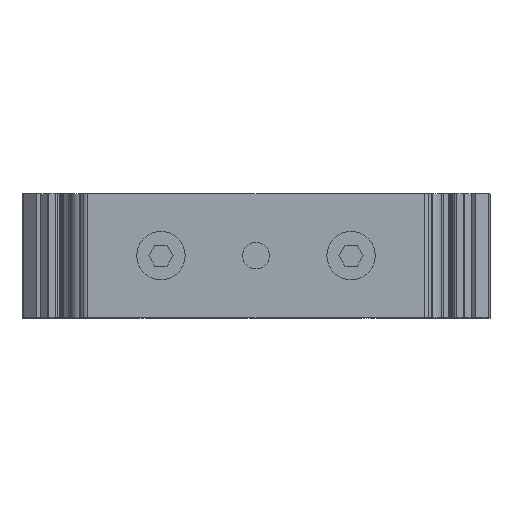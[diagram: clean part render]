
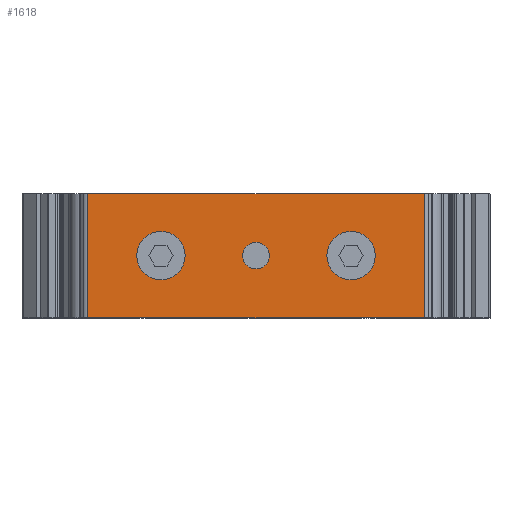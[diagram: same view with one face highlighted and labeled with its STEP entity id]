
A CAD part, top view. The second image highlights one B-rep face of the part: STEP entity #1618.
In plain terms, the highlighted planar face has unit normal (0, 0, 1).
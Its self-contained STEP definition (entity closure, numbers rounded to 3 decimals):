
#39 = DIRECTION ( 'NONE',  ( 0., 0., -1. ) ) ;
#91 = EDGE_CURVE ( 'NONE', #570, #2044, #4951, .T. ) ;
#97 = EDGE_CURVE ( 'NONE', #135, #2943, #5189, .T. ) ;
#135 = VERTEX_POINT ( 'NONE', #1863 ) ;
#162 = ORIENTED_EDGE ( 'NONE', *, *, #563, .T. ) ;
#332 = EDGE_CURVE ( 'NONE', #2044, #3258, #1635, .T. ) ;
#449 = AXIS2_PLACEMENT_3D ( 'NONE', #3587, #502, #4572 ) ;
#502 = DIRECTION ( 'NONE',  ( 0., 0., -1. ) ) ;
#563 = EDGE_CURVE ( 'NONE', #4068, #4418, #5648, .T. ) ;
#570 = VERTEX_POINT ( 'NONE', #2304 ) ;
#598 = ORIENTED_EDGE ( 'NONE', *, *, #2439, .T. ) ;
#642 = VECTOR ( 'NONE', #3763, 1000. ) ;
#676 = CARTESIAN_POINT ( 'NONE',  ( 0., -45.536, 63. ) ) ;
#715 = DIRECTION ( 'NONE',  ( 0., 0., -1. ) ) ;
#968 = CARTESIAN_POINT ( 'NONE',  ( 0., 10.036, 63. ) ) ;
#1032 = AXIS2_PLACEMENT_3D ( 'NONE', #1166, #2386, #3317 ) ;
#1131 = FACE_BOUND ( 'NONE', #2367, .T. ) ;
#1155 = FACE_BOUND ( 'NONE', #5483, .T. ) ;
#1166 = CARTESIAN_POINT ( 'NONE',  ( 10.25, -17.75, 63. ) ) ;
#1297 = ORIENTED_EDGE ( 'NONE', *, *, #4822, .F. ) ;
#1400 = CIRCLE ( 'NONE', #2894, 4. ) ;
#1427 = EDGE_LOOP ( 'NONE', ( #2809, #4078 ) ) ;
#1513 = EDGE_CURVE ( 'NONE', #570, #5652, #4475, .T. ) ;
#1536 = EDGE_CURVE ( 'NONE', #3057, #5576, #1400, .T. ) ;
#1618 = ADVANCED_FACE ( 'NONE', ( #5455, #1131, #5139, #1155 ), #2462, .T. ) ;
#1635 = LINE ( 'NONE', #4286, #642 ) ;
#1768 = DIRECTION ( 'NONE',  ( 0., 1., 0. ) ) ;
#1863 = CARTESIAN_POINT ( 'NONE',  ( 10.25, -15.55, 63. ) ) ;
#2020 = CARTESIAN_POINT ( 'NONE',  ( 10.25, -33.45, 63. ) ) ;
#2044 = VERTEX_POINT ( 'NONE', #676 ) ;
#2248 = CARTESIAN_POINT ( 'NONE',  ( 10.25, -17.75, 63. ) ) ;
#2259 = ORIENTED_EDGE ( 'NONE', *, *, #97, .T. ) ;
#2265 = CARTESIAN_POINT ( 'NONE',  ( 0., 10.036, 63. ) ) ;
#2304 = CARTESIAN_POINT ( 'NONE',  ( 0., 10.036, 63. ) ) ;
#2310 = ORIENTED_EDGE ( 'NONE', *, *, #5601, .T. ) ;
#2367 = EDGE_LOOP ( 'NONE', ( #2259, #598 ) ) ;
#2386 = DIRECTION ( 'NONE',  ( 0., 0., -1. ) ) ;
#2439 = EDGE_CURVE ( 'NONE', #2943, #135, #4553, .T. ) ;
#2462 = PLANE ( 'NONE',  #4646 ) ;
#2469 = VECTOR ( 'NONE', #4156, 1000. ) ;
#2659 = CIRCLE ( 'NONE', #3497, 4. ) ;
#2741 = DIRECTION ( 'NONE',  ( 0., 1., 0. ) ) ;
#2771 = DIRECTION ( 'NONE',  ( 0., -1., 0. ) ) ;
#2809 = ORIENTED_EDGE ( 'NONE', *, *, #1536, .T. ) ;
#2818 = DIRECTION ( 'NONE',  ( 0., 1., 0. ) ) ;
#2869 = VECTOR ( 'NONE', #2771, 1000. ) ;
#2873 = DIRECTION ( 'NONE',  ( 0., 1., 0. ) ) ;
#2894 = AXIS2_PLACEMENT_3D ( 'NONE', #3221, #4992, #1768 ) ;
#2906 = DIRECTION ( 'NONE',  ( 0., 0., 1. ) ) ;
#2943 = VERTEX_POINT ( 'NONE', #5745 ) ;
#3057 = VERTEX_POINT ( 'NONE', #4081 ) ;
#3220 = CARTESIAN_POINT ( 'NONE',  ( 10.25, -6.05, 63. ) ) ;
#3221 = CARTESIAN_POINT ( 'NONE',  ( 10.25, -2.05, 63. ) ) ;
#3258 = VERTEX_POINT ( 'NONE', #4842 ) ;
#3308 = CARTESIAN_POINT ( 'NONE',  ( 20.5, 10.036, 63. ) ) ;
#3317 = DIRECTION ( 'NONE',  ( 0., 1., 0. ) ) ;
#3430 = EDGE_LOOP ( 'NONE', ( #1297, #5693, #4721, #5121 ) ) ;
#3497 = AXIS2_PLACEMENT_3D ( 'NONE', #4256, #4228, #4722 ) ;
#3587 = CARTESIAN_POINT ( 'NONE',  ( 10.25, -33.45, 63. ) ) ;
#3729 = CARTESIAN_POINT ( 'NONE',  ( 20.5, -37.446, 63. ) ) ;
#3763 = DIRECTION ( 'NONE',  ( 1., 0., 0. ) ) ;
#3776 = CARTESIAN_POINT ( 'NONE',  ( 10.25, -29.45, 63. ) ) ;
#3972 = CIRCLE ( 'NONE', #5647, 4. ) ;
#4032 = DIRECTION ( 'NONE',  ( 1., 0., 0. ) ) ;
#4068 = VERTEX_POINT ( 'NONE', #3776 ) ;
#4078 = ORIENTED_EDGE ( 'NONE', *, *, #4567, .T. ) ;
#4081 = CARTESIAN_POINT ( 'NONE',  ( 10.25, 1.95, 63. ) ) ;
#4127 = LINE ( 'NONE', #3729, #2469 ) ;
#4143 = CARTESIAN_POINT ( 'NONE',  ( 10.25, -37.45, 63. ) ) ;
#4156 = DIRECTION ( 'NONE',  ( 0., -1., 0. ) ) ;
#4228 = DIRECTION ( 'NONE',  ( 0., 0., -1. ) ) ;
#4256 = CARTESIAN_POINT ( 'NONE',  ( 10.25, -2.05, 63. ) ) ;
#4286 = CARTESIAN_POINT ( 'NONE',  ( 0., -45.536, 63. ) ) ;
#4418 = VERTEX_POINT ( 'NONE', #4143 ) ;
#4475 = LINE ( 'NONE', #2265, #5398 ) ;
#4553 = CIRCLE ( 'NONE', #1032, 2.2 ) ;
#4558 = CARTESIAN_POINT ( 'NONE',  ( 0., -37.446, 63. ) ) ;
#4567 = EDGE_CURVE ( 'NONE', #5576, #3057, #2659, .T. ) ;
#4572 = DIRECTION ( 'NONE',  ( 0., 1., 0. ) ) ;
#4646 = AXIS2_PLACEMENT_3D ( 'NONE', #4558, #2906, #2818 ) ;
#4721 = ORIENTED_EDGE ( 'NONE', *, *, #91, .T. ) ;
#4722 = DIRECTION ( 'NONE',  ( 0., 1., 0. ) ) ;
#4819 = AXIS2_PLACEMENT_3D ( 'NONE', #2248, #39, #2741 ) ;
#4822 = EDGE_CURVE ( 'NONE', #5652, #3258, #4127, .T. ) ;
#4842 = CARTESIAN_POINT ( 'NONE',  ( 20.5, -45.536, 63. ) ) ;
#4951 = LINE ( 'NONE', #968, #2869 ) ;
#4992 = DIRECTION ( 'NONE',  ( 0., 0., -1. ) ) ;
#5121 = ORIENTED_EDGE ( 'NONE', *, *, #332, .T. ) ;
#5139 = FACE_OUTER_BOUND ( 'NONE', #3430, .T. ) ;
#5189 = CIRCLE ( 'NONE', #4819, 2.2 ) ;
#5398 = VECTOR ( 'NONE', #4032, 1000. ) ;
#5455 = FACE_BOUND ( 'NONE', #1427, .T. ) ;
#5483 = EDGE_LOOP ( 'NONE', ( #162, #2310 ) ) ;
#5576 = VERTEX_POINT ( 'NONE', #3220 ) ;
#5601 = EDGE_CURVE ( 'NONE', #4418, #4068, #3972, .T. ) ;
#5647 = AXIS2_PLACEMENT_3D ( 'NONE', #2020, #715, #2873 ) ;
#5648 = CIRCLE ( 'NONE', #449, 4. ) ;
#5652 = VERTEX_POINT ( 'NONE', #3308 ) ;
#5693 = ORIENTED_EDGE ( 'NONE', *, *, #1513, .F. ) ;
#5745 = CARTESIAN_POINT ( 'NONE',  ( 10.25, -19.95, 63. ) ) ;
